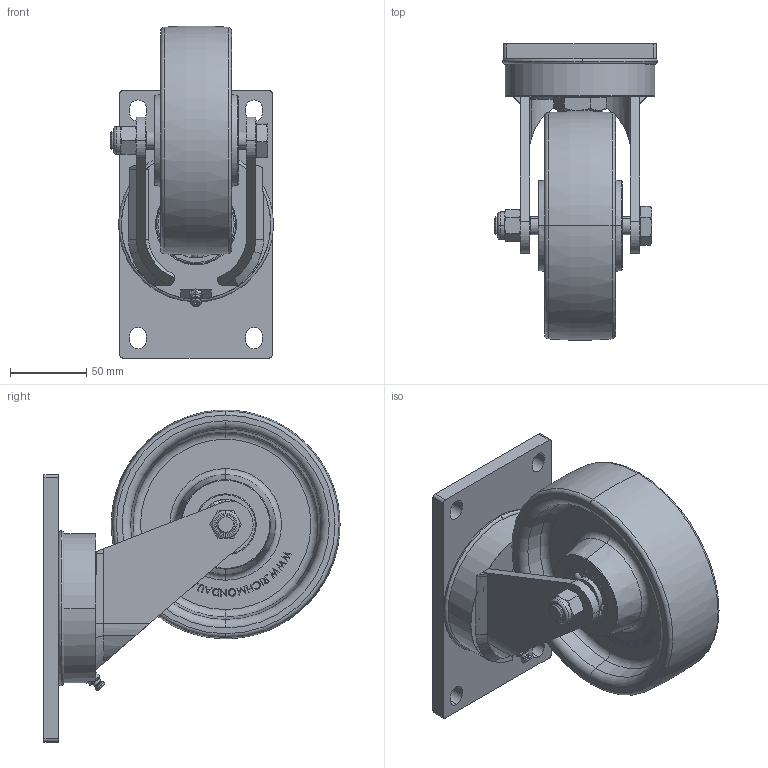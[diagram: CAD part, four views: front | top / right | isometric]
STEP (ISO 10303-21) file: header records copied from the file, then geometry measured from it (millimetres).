
FILE_DESCRIPTION (( 'STEP AP203' ), '1' );
FILE_NAME ('S6760.STEP', '2020-02-24T07:45:39', ( '' ), ( '' ), 'SwSTEP 2.0', 'SolidWorks 2013', '' );
FILE_SCHEMA (( 'CONFIG_CONTROL_DESIGN' ));
Length unit declared in the file: millimetre
Products named in the file (1): S6760
Bounding box: 106.73 x 193.9 x 217.4 mm (x, y, z)
Volume: 877043.4 mm3; surface area: 222741.8 mm2
Topology: 17 solids, 17 shells, 995 faces, 2937 edges, 1895 vertices
Faces by surface type: plane 312, torus 196, cylinder 170, sphere 144, cone 112, bspline 61
Entity records: 42327 total; most frequent: CARTESIAN_POINT 17018, ORIENTED_EDGE 5682, DIRECTION 4928, EDGE_CURVE 2841, AXIS2_PLACEMENT_3D 2023, VERTEX_POINT 1847, EDGE_LOOP 1092, CIRCLE 1088
